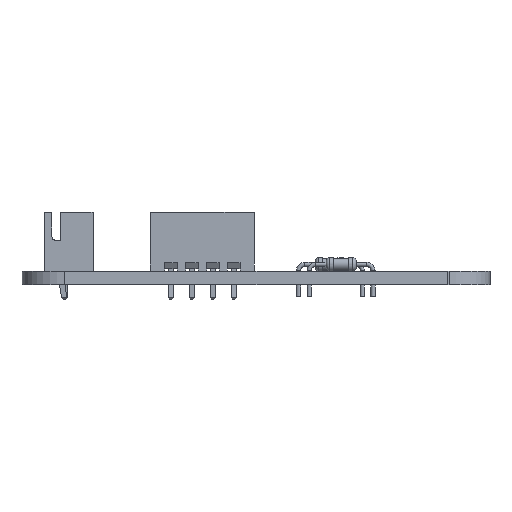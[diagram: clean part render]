
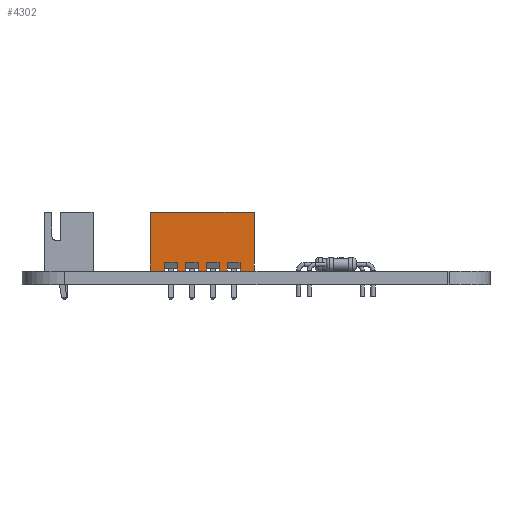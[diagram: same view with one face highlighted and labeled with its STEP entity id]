
A CAD part, front view. The second image highlights one B-rep face of the part: STEP entity #4302.
In plain terms, the highlighted planar face has unit normal (0, -1, 0).
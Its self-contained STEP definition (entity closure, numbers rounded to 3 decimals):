
#4093 = VERTEX_POINT('',#4094);
#4094 = CARTESIAN_POINT('',(-2.45,-3.4,7.));
#4100 = EDGE_CURVE('',#4093,#4101,#4103,.T.);
#4101 = VERTEX_POINT('',#4102);
#4102 = CARTESIAN_POINT('',(9.95,-3.4,7.));
#4103 = LINE('',#4104,#4105);
#4104 = CARTESIAN_POINT('',(-2.45,-3.4,7.));
#4105 = VECTOR('',#4106,1.);
#4106 = DIRECTION('',(1.,0.,0.));
#4220 = VERTEX_POINT('',#4221);
#4221 = CARTESIAN_POINT('',(-2.45,-3.4,0.));
#4268 = EDGE_CURVE('',#4220,#4093,#4269,.T.);
#4269 = LINE('',#4270,#4271);
#4270 = CARTESIAN_POINT('',(-2.45,-3.4,0.));
#4271 = VECTOR('',#4272,1.);
#4272 = DIRECTION('',(0.,0.,1.));
#4302 = ADVANCED_FACE('',(#4303),#4449,.F.);
#4303 = FACE_BOUND('',#4304,.F.);
#4304 = EDGE_LOOP('',(#4305,#4313,#4314,#4315,#4323,#4331,#4339,#4347,
    #4355,#4363,#4371,#4379,#4387,#4395,#4403,#4411,#4419,#4427,#4435,
    #4443));
#4305 = ORIENTED_EDGE('',*,*,#4306,.F.);
#4306 = EDGE_CURVE('',#4220,#4307,#4309,.T.);
#4307 = VERTEX_POINT('',#4308);
#4308 = CARTESIAN_POINT('',(-0.75,-3.4,0.));
#4309 = LINE('',#4310,#4311);
#4310 = CARTESIAN_POINT('',(-2.45,-3.4,0.));
#4311 = VECTOR('',#4312,1.);
#4312 = DIRECTION('',(1.,0.,0.));
#4313 = ORIENTED_EDGE('',*,*,#4268,.T.);
#4314 = ORIENTED_EDGE('',*,*,#4100,.T.);
#4315 = ORIENTED_EDGE('',*,*,#4316,.F.);
#4316 = EDGE_CURVE('',#4317,#4101,#4319,.T.);
#4317 = VERTEX_POINT('',#4318);
#4318 = CARTESIAN_POINT('',(9.95,-3.4,0.));
#4319 = LINE('',#4320,#4321);
#4320 = CARTESIAN_POINT('',(9.95,-3.4,0.));
#4321 = VECTOR('',#4322,1.);
#4322 = DIRECTION('',(0.,0.,1.));
#4323 = ORIENTED_EDGE('',*,*,#4324,.F.);
#4324 = EDGE_CURVE('',#4325,#4317,#4327,.T.);
#4325 = VERTEX_POINT('',#4326);
#4326 = CARTESIAN_POINT('',(8.25,-3.4,0.));
#4327 = LINE('',#4328,#4329);
#4328 = CARTESIAN_POINT('',(-2.45,-3.4,0.));
#4329 = VECTOR('',#4330,1.);
#4330 = DIRECTION('',(1.,0.,0.));
#4331 = ORIENTED_EDGE('',*,*,#4332,.F.);
#4332 = EDGE_CURVE('',#4333,#4325,#4335,.T.);
#4333 = VERTEX_POINT('',#4334);
#4334 = CARTESIAN_POINT('',(8.25,-3.4,1.));
#4335 = LINE('',#4336,#4337);
#4336 = CARTESIAN_POINT('',(8.25,-3.4,1.));
#4337 = VECTOR('',#4338,1.);
#4338 = DIRECTION('',(-0.,0.,-1.));
#4339 = ORIENTED_EDGE('',*,*,#4340,.T.);
#4340 = EDGE_CURVE('',#4333,#4341,#4343,.T.);
#4341 = VERTEX_POINT('',#4342);
#4342 = CARTESIAN_POINT('',(6.75,-3.4,1.));
#4343 = LINE('',#4344,#4345);
#4344 = CARTESIAN_POINT('',(8.25,-3.4,1.));
#4345 = VECTOR('',#4346,1.);
#4346 = DIRECTION('',(-1.,0.,0.));
#4347 = ORIENTED_EDGE('',*,*,#4348,.T.);
#4348 = EDGE_CURVE('',#4341,#4349,#4351,.T.);
#4349 = VERTEX_POINT('',#4350);
#4350 = CARTESIAN_POINT('',(6.75,-3.4,0.));
#4351 = LINE('',#4352,#4353);
#4352 = CARTESIAN_POINT('',(6.75,-3.4,1.));
#4353 = VECTOR('',#4354,1.);
#4354 = DIRECTION('',(-0.,0.,-1.));
#4355 = ORIENTED_EDGE('',*,*,#4356,.F.);
#4356 = EDGE_CURVE('',#4357,#4349,#4359,.T.);
#4357 = VERTEX_POINT('',#4358);
#4358 = CARTESIAN_POINT('',(5.75,-3.4,0.));
#4359 = LINE('',#4360,#4361);
#4360 = CARTESIAN_POINT('',(-2.45,-3.4,0.));
#4361 = VECTOR('',#4362,1.);
#4362 = DIRECTION('',(1.,0.,0.));
#4363 = ORIENTED_EDGE('',*,*,#4364,.F.);
#4364 = EDGE_CURVE('',#4365,#4357,#4367,.T.);
#4365 = VERTEX_POINT('',#4366);
#4366 = CARTESIAN_POINT('',(5.75,-3.4,1.));
#4367 = LINE('',#4368,#4369);
#4368 = CARTESIAN_POINT('',(5.75,-3.4,1.));
#4369 = VECTOR('',#4370,1.);
#4370 = DIRECTION('',(-0.,0.,-1.));
#4371 = ORIENTED_EDGE('',*,*,#4372,.T.);
#4372 = EDGE_CURVE('',#4365,#4373,#4375,.T.);
#4373 = VERTEX_POINT('',#4374);
#4374 = CARTESIAN_POINT('',(4.25,-3.4,1.));
#4375 = LINE('',#4376,#4377);
#4376 = CARTESIAN_POINT('',(5.75,-3.4,1.));
#4377 = VECTOR('',#4378,1.);
#4378 = DIRECTION('',(-1.,0.,0.));
#4379 = ORIENTED_EDGE('',*,*,#4380,.T.);
#4380 = EDGE_CURVE('',#4373,#4381,#4383,.T.);
#4381 = VERTEX_POINT('',#4382);
#4382 = CARTESIAN_POINT('',(4.25,-3.4,0.));
#4383 = LINE('',#4384,#4385);
#4384 = CARTESIAN_POINT('',(4.25,-3.4,1.));
#4385 = VECTOR('',#4386,1.);
#4386 = DIRECTION('',(-0.,0.,-1.));
#4387 = ORIENTED_EDGE('',*,*,#4388,.F.);
#4388 = EDGE_CURVE('',#4389,#4381,#4391,.T.);
#4389 = VERTEX_POINT('',#4390);
#4390 = CARTESIAN_POINT('',(3.25,-3.4,0.));
#4391 = LINE('',#4392,#4393);
#4392 = CARTESIAN_POINT('',(-2.45,-3.4,0.));
#4393 = VECTOR('',#4394,1.);
#4394 = DIRECTION('',(1.,0.,0.));
#4395 = ORIENTED_EDGE('',*,*,#4396,.F.);
#4396 = EDGE_CURVE('',#4397,#4389,#4399,.T.);
#4397 = VERTEX_POINT('',#4398);
#4398 = CARTESIAN_POINT('',(3.25,-3.4,1.));
#4399 = LINE('',#4400,#4401);
#4400 = CARTESIAN_POINT('',(3.25,-3.4,1.));
#4401 = VECTOR('',#4402,1.);
#4402 = DIRECTION('',(-0.,0.,-1.));
#4403 = ORIENTED_EDGE('',*,*,#4404,.T.);
#4404 = EDGE_CURVE('',#4397,#4405,#4407,.T.);
#4405 = VERTEX_POINT('',#4406);
#4406 = CARTESIAN_POINT('',(1.75,-3.4,1.));
#4407 = LINE('',#4408,#4409);
#4408 = CARTESIAN_POINT('',(3.25,-3.4,1.));
#4409 = VECTOR('',#4410,1.);
#4410 = DIRECTION('',(-1.,0.,0.));
#4411 = ORIENTED_EDGE('',*,*,#4412,.T.);
#4412 = EDGE_CURVE('',#4405,#4413,#4415,.T.);
#4413 = VERTEX_POINT('',#4414);
#4414 = CARTESIAN_POINT('',(1.75,-3.4,0.));
#4415 = LINE('',#4416,#4417);
#4416 = CARTESIAN_POINT('',(1.75,-3.4,1.));
#4417 = VECTOR('',#4418,1.);
#4418 = DIRECTION('',(-0.,0.,-1.));
#4419 = ORIENTED_EDGE('',*,*,#4420,.F.);
#4420 = EDGE_CURVE('',#4421,#4413,#4423,.T.);
#4421 = VERTEX_POINT('',#4422);
#4422 = CARTESIAN_POINT('',(0.75,-3.4,0.));
#4423 = LINE('',#4424,#4425);
#4424 = CARTESIAN_POINT('',(-2.45,-3.4,0.));
#4425 = VECTOR('',#4426,1.);
#4426 = DIRECTION('',(1.,0.,0.));
#4427 = ORIENTED_EDGE('',*,*,#4428,.F.);
#4428 = EDGE_CURVE('',#4429,#4421,#4431,.T.);
#4429 = VERTEX_POINT('',#4430);
#4430 = CARTESIAN_POINT('',(0.75,-3.4,1.));
#4431 = LINE('',#4432,#4433);
#4432 = CARTESIAN_POINT('',(0.75,-3.4,1.));
#4433 = VECTOR('',#4434,1.);
#4434 = DIRECTION('',(-0.,0.,-1.));
#4435 = ORIENTED_EDGE('',*,*,#4436,.T.);
#4436 = EDGE_CURVE('',#4429,#4437,#4439,.T.);
#4437 = VERTEX_POINT('',#4438);
#4438 = CARTESIAN_POINT('',(-0.75,-3.4,1.));
#4439 = LINE('',#4440,#4441);
#4440 = CARTESIAN_POINT('',(0.75,-3.4,1.));
#4441 = VECTOR('',#4442,1.);
#4442 = DIRECTION('',(-1.,0.,0.));
#4443 = ORIENTED_EDGE('',*,*,#4444,.T.);
#4444 = EDGE_CURVE('',#4437,#4307,#4445,.T.);
#4445 = LINE('',#4446,#4447);
#4446 = CARTESIAN_POINT('',(-0.75,-3.4,1.));
#4447 = VECTOR('',#4448,1.);
#4448 = DIRECTION('',(-0.,0.,-1.));
#4449 = PLANE('',#4450);
#4450 = AXIS2_PLACEMENT_3D('',#4451,#4452,#4453);
#4451 = CARTESIAN_POINT('',(-2.45,-3.4,0.));
#4452 = DIRECTION('',(0.,1.,0.));
#4453 = DIRECTION('',(1.,0.,0.));
